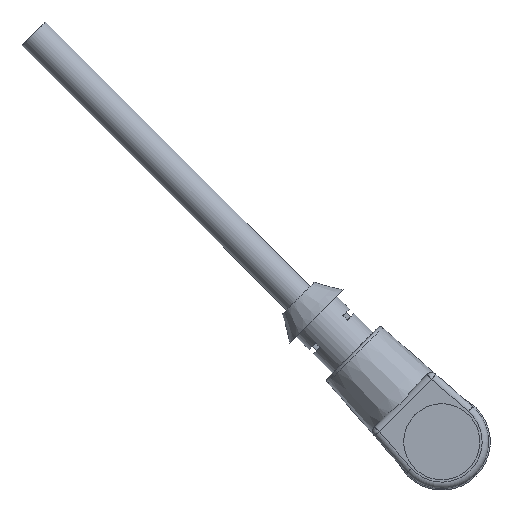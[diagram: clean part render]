
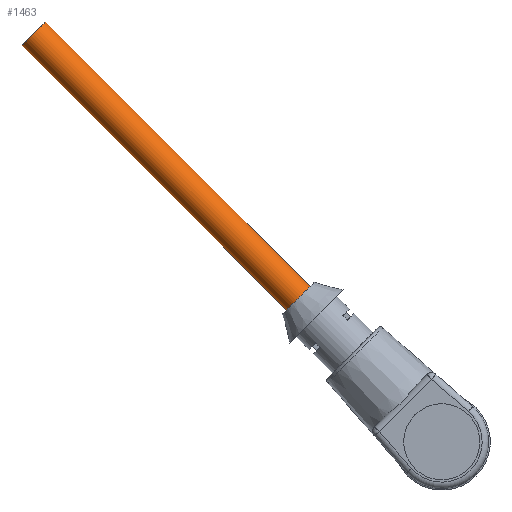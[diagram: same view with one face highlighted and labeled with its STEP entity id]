
A CAD part, left-side view. The second image highlights one B-rep face of the part: STEP entity #1463.
In plain terms, the highlighted cylindrical face has radius 2.6 mm (diameter 5.2 mm), a full revolution.
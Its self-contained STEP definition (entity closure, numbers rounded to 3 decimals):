
#1255=CYLINDRICAL_SURFACE('',#5376,2.6);
#1338=FACE_BOUND('',#2165,.T.);
#1339=FACE_BOUND('',#2166,.T.);
#1463=ADVANCED_FACE('',(#1338,#1339),#1255,.T.);
#2165=EDGE_LOOP('',(#2555));
#2166=EDGE_LOOP('',(#2556));
#2555=ORIENTED_EDGE('',*,*,#4471,.F.);
#2556=ORIENTED_EDGE('',*,*,#4472,.T.);
#3996=VERTEX_POINT('',#7093);
#3997=VERTEX_POINT('',#7096);
#4471=EDGE_CURVE('',#3996,#3996,#5192,.T.);
#4472=EDGE_CURVE('',#3997,#3997,#5193,.T.);
#5192=CIRCLE('',#5373,2.6);
#5193=CIRCLE('',#5375,2.6);
#5373=AXIS2_PLACEMENT_3D('',#7092,#5806,#5807);
#5375=AXIS2_PLACEMENT_3D('',#7095,#5810,#5811);
#5376=AXIS2_PLACEMENT_3D('',#7097,#5812,#5813);
#5806=DIRECTION('',(0.,0.707,0.707));
#5807=DIRECTION('',(0.,-0.707,0.707));
#5810=DIRECTION('',(0.,0.707,0.707));
#5811=DIRECTION('',(0.,0.707,-0.707));
#5812=DIRECTION('',(0.,0.707,0.707));
#5813=DIRECTION('',(0.,-0.707,0.707));
#7092=CARTESIAN_POINT('',(25.6,113.286,63.286));
#7093=CARTESIAN_POINT('',(25.6,111.448,65.125));
#7095=CARTESIAN_POINT('',(25.6,72.274,22.274));
#7096=CARTESIAN_POINT('',(25.6,74.112,20.435));
#7097=CARTESIAN_POINT('',(25.6,57.071,7.071));
